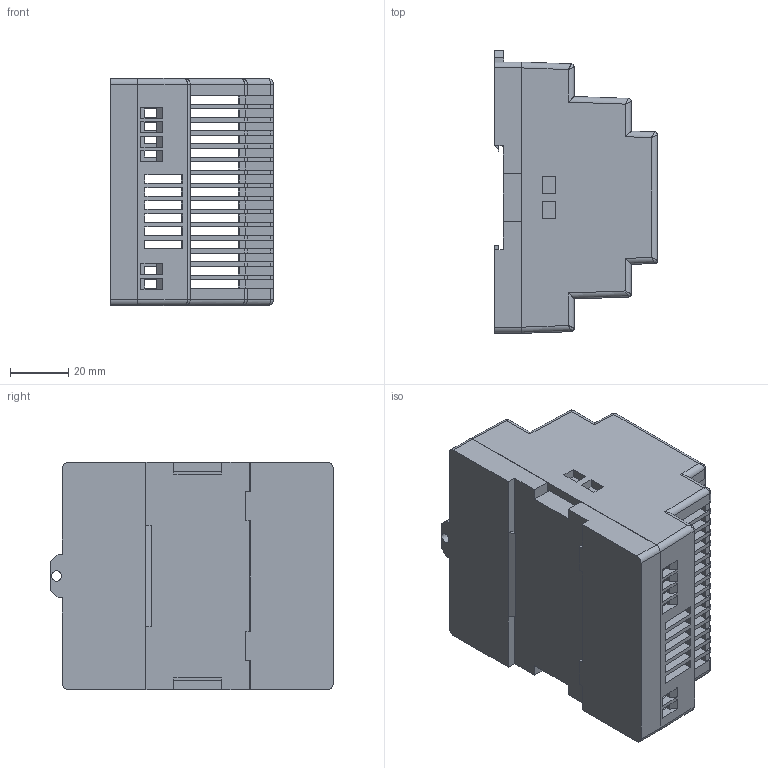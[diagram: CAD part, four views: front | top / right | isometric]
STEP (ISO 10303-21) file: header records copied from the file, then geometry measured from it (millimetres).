
FILE_DESCRIPTION((''),'2;1');
FILE_NAME('PS60.stp','2007-07-17T15:51:40',('Philipp'),(''),'Autodesk Inventor 11','Autodesk Inventor 11','');
FILE_SCHEMA(('AUTOMOTIVE_DESIGN { 1 0 10303 214 1 1 1 1 }'));
Length unit declared in the file: millimetre
Products named in the file (6): PS60; bottom; outside; ISO 1207 M 2 x 3; GB 822-88  H M3 x 4; LED
Assembly tree (10 placements, depth 2):
  PS60
    bottom
    outside
    ISO 1207 M 2 x 3  x6
    GB 822-88  H M3 x 4
    LED
Bounding box: 55.91 x 97 x 78 mm (x, y, z)
Volume: 108491.3 mm3; surface area: 61500.9 mm2
Topology: 10 solids, 10 shells, 1442 faces, 4100 edges, 2646 vertices
Faces by surface type: plane 872, bspline 293, cylinder 231, cone 27, torus 17, sphere 2
Full cylindrical faces by diameter (mm): 0.5 x4, 1.754 x6, 2 x6, 3 x1, 3.5 x1, 4.9 x1, 5 x1
Entity records: 47451 total; most frequent: CARTESIAN_POINT 12355, ORIENTED_EDGE 7830, DIRECTION 6302, EDGE_CURVE 3915, VECTOR 3054, LINE 3054, VERTEX_POINT 2547, AXIS2_PLACEMENT_3D 1624
